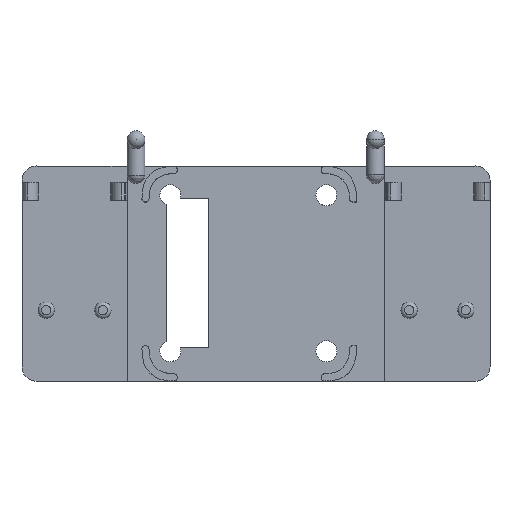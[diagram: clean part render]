
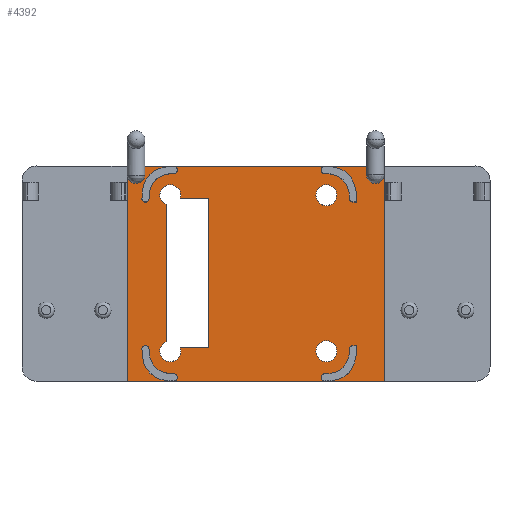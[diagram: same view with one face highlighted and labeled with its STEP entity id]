
A CAD part, top view. The second image highlights one B-rep face of the part: STEP entity #4392.
In plain terms, the highlighted planar face has unit normal (0, 0, -1).
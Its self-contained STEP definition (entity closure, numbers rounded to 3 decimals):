
#26=FACE_BOUND('',#1562,.T.);
#27=FACE_BOUND('',#1563,.T.);
#28=FACE_BOUND('',#1564,.T.);
#56=PLANE('',#4679);
#212=LINE('',#6425,#729);
#332=LINE('',#6715,#849);
#338=LINE('',#6733,#855);
#341=LINE('',#6742,#858);
#345=LINE('',#6750,#862);
#347=LINE('',#6754,#864);
#349=LINE('',#6758,#866);
#350=LINE('',#6759,#867);
#351=LINE('',#6760,#868);
#352=LINE('',#6761,#869);
#353=LINE('',#6762,#870);
#729=VECTOR('',#5036,10.);
#849=VECTOR('',#5230,10.);
#855=VECTOR('',#5250,10.);
#858=VECTOR('',#5259,10.);
#862=VECTOR('',#5267,10.);
#864=VECTOR('',#5271,10.);
#866=VECTOR('',#5275,10.);
#867=VECTOR('',#5276,10.);
#868=VECTOR('',#5277,10.);
#869=VECTOR('',#5278,10.);
#870=VECTOR('',#5279,10.);
#1325=FACE_OUTER_BOUND('',#1561,.T.);
#1561=EDGE_LOOP('',(#3278,#3279,#3280,#3281,#3282,#3283,#3284));
#1562=EDGE_LOOP('',(#3285));
#1563=EDGE_LOOP('',(#3286));
#1564=EDGE_LOOP('',(#3287,#3288,#3289,#3290,#3291,#3292));
#1806=CIRCLE('',#4667,2.95);
#1807=CIRCLE('',#4669,2.95);
#1808=CIRCLE('',#4671,2.95);
#1809=CIRCLE('',#4674,2.95);
#1930=VERTEX_POINT('',#6422);
#1931=VERTEX_POINT('',#6424);
#2062=VERTEX_POINT('',#6706);
#2064=VERTEX_POINT('',#6713);
#2065=VERTEX_POINT('',#6717);
#2066=VERTEX_POINT('',#6721);
#2067=VERTEX_POINT('',#6725);
#2068=VERTEX_POINT('',#6727);
#2069=VERTEX_POINT('',#6731);
#2070=VERTEX_POINT('',#6735);
#2071=VERTEX_POINT('',#6737);
#2072=VERTEX_POINT('',#6741);
#2074=VERTEX_POINT('',#6749);
#2075=VERTEX_POINT('',#6753);
#2076=VERTEX_POINT('',#6757);
#2383=EDGE_CURVE('',#1931,#1930,#212,.T.);
#2531=EDGE_CURVE('',#2062,#2064,#332,.T.);
#2533=EDGE_CURVE('',#2065,#2065,#1806,.T.);
#2535=EDGE_CURVE('',#2066,#2066,#1807,.T.);
#2537=EDGE_CURVE('',#2068,#2067,#1808,.T.);
#2540=EDGE_CURVE('',#2067,#2069,#338,.T.);
#2542=EDGE_CURVE('',#2071,#2070,#1809,.T.);
#2544=EDGE_CURVE('',#2072,#2071,#341,.T.);
#2548=EDGE_CURVE('',#1930,#2074,#345,.T.);
#2550=EDGE_CURVE('',#2074,#2075,#347,.T.);
#2552=EDGE_CURVE('',#2062,#2076,#349,.T.);
#2553=EDGE_CURVE('',#2064,#1931,#350,.T.);
#2554=EDGE_CURVE('',#2075,#2076,#351,.T.);
#2555=EDGE_CURVE('',#2069,#2072,#352,.T.);
#2556=EDGE_CURVE('',#2070,#2068,#353,.T.);
#3278=ORIENTED_EDGE('',*,*,#2552,.F.);
#3279=ORIENTED_EDGE('',*,*,#2531,.T.);
#3280=ORIENTED_EDGE('',*,*,#2553,.T.);
#3281=ORIENTED_EDGE('',*,*,#2383,.T.);
#3282=ORIENTED_EDGE('',*,*,#2548,.T.);
#3283=ORIENTED_EDGE('',*,*,#2550,.T.);
#3284=ORIENTED_EDGE('',*,*,#2554,.T.);
#3285=ORIENTED_EDGE('',*,*,#2533,.T.);
#3286=ORIENTED_EDGE('',*,*,#2535,.T.);
#3287=ORIENTED_EDGE('',*,*,#2537,.T.);
#3288=ORIENTED_EDGE('',*,*,#2540,.T.);
#3289=ORIENTED_EDGE('',*,*,#2555,.T.);
#3290=ORIENTED_EDGE('',*,*,#2544,.T.);
#3291=ORIENTED_EDGE('',*,*,#2542,.T.);
#3292=ORIENTED_EDGE('',*,*,#2556,.T.);
#4392=ADVANCED_FACE('',(#1325,#26,#27,#28),#56,.T.);
#4667=AXIS2_PLACEMENT_3D('',#6719,#5234,#5235);
#4669=AXIS2_PLACEMENT_3D('',#6723,#5239,#5240);
#4671=AXIS2_PLACEMENT_3D('',#6728,#5244,#5245);
#4674=AXIS2_PLACEMENT_3D('',#6738,#5254,#5255);
#4679=AXIS2_PLACEMENT_3D('',#6756,#5273,#5274);
#5036=DIRECTION('',(1.,0.004,0.));
#5230=DIRECTION('',(1.,-0.004,0.));
#5234=DIRECTION('center_axis',(0.,0.,1.));
#5235=DIRECTION('ref_axis',(-1.,0.,0.));
#5239=DIRECTION('center_axis',(0.,0.,1.));
#5240=DIRECTION('ref_axis',(-1.,0.,0.));
#5244=DIRECTION('center_axis',(0.,0.,1.));
#5245=DIRECTION('ref_axis',(-1.,0.,0.));
#5250=DIRECTION('',(1.,0.,0.));
#5254=DIRECTION('center_axis',(0.,0.,1.));
#5255=DIRECTION('ref_axis',(-1.,0.,0.));
#5259=DIRECTION('',(-1.,0.,0.));
#5267=DIRECTION('',(0.004,-1.,0.));
#5271=DIRECTION('',(0.,-1.,0.));
#5273=DIRECTION('center_axis',(0.,0.,-1.));
#5274=DIRECTION('ref_axis',(1.,0.,0.));
#5275=DIRECTION('',(0.,-1.,0.));
#5276=DIRECTION('',(1.,0.,0.));
#5277=DIRECTION('',(-1.,0.,0.));
#5278=DIRECTION('',(0.,1.,0.));
#5279=DIRECTION('',(0.,-1.,0.));
#6422=CARTESIAN_POINT('',(430.868,-483.434,141.));
#6424=CARTESIAN_POINT('',(414.917,-483.5,141.));
#6425=CARTESIAN_POINT('',(414.917,-483.5,141.));
#6706=CARTESIAN_POINT('',(358.366,-483.434,141.));
#6713=CARTESIAN_POINT('',(374.417,-483.5,141.));
#6715=CARTESIAN_POINT('',(374.417,-483.5,141.));
#6717=CARTESIAN_POINT('',(417.45,-535.55,141.));
#6719=CARTESIAN_POINT('Origin',(414.5,-535.55,141.));
#6721=CARTESIAN_POINT('',(417.45,-491.55,141.));
#6723=CARTESIAN_POINT('Origin',(414.5,-491.55,141.));
#6725=CARTESIAN_POINT('',(373.285,-534.576,141.));
#6727=CARTESIAN_POINT('',(369.357,-532.83,141.));
#6728=CARTESIAN_POINT('Origin',(370.5,-535.55,141.));
#6731=CARTESIAN_POINT('',(381.357,-534.576,141.));
#6733=CARTESIAN_POINT('',(373.072,-534.576,141.));
#6735=CARTESIAN_POINT('',(369.357,-494.27,141.));
#6737=CARTESIAN_POINT('',(373.306,-492.461,141.));
#6738=CARTESIAN_POINT('Origin',(370.5,-491.55,141.));
#6741=CARTESIAN_POINT('',(381.357,-492.461,141.));
#6742=CARTESIAN_POINT('',(381.357,-492.461,141.));
#6749=CARTESIAN_POINT('',(430.968,-507.533,141.));
#6750=CARTESIAN_POINT('',(430.98,-510.523,141.));
#6753=CARTESIAN_POINT('',(430.968,-544.,141.));
#6754=CARTESIAN_POINT('',(430.968,-528.832,141.));
#6756=CARTESIAN_POINT('Origin',(394.667,-513.664,141.));
#6757=CARTESIAN_POINT('',(358.366,-544.,141.));
#6758=CARTESIAN_POINT('',(358.366,-498.549,141.));
#6759=CARTESIAN_POINT('',(374.417,-483.5,141.));
#6760=CARTESIAN_POINT('',(332.681,-544.,141.));
#6761=CARTESIAN_POINT('',(381.357,-534.576,141.));
#6762=CARTESIAN_POINT('',(369.357,-494.051,141.));
